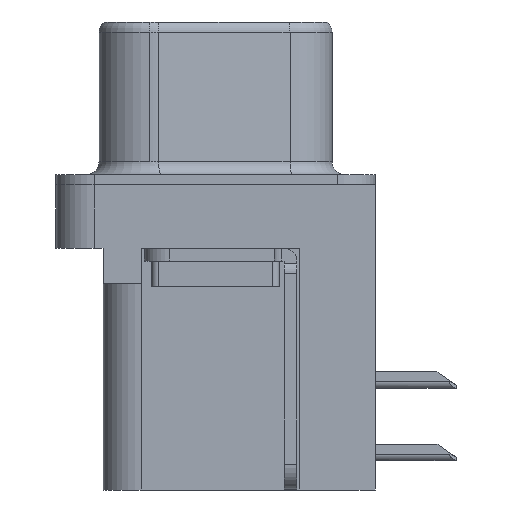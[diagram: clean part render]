
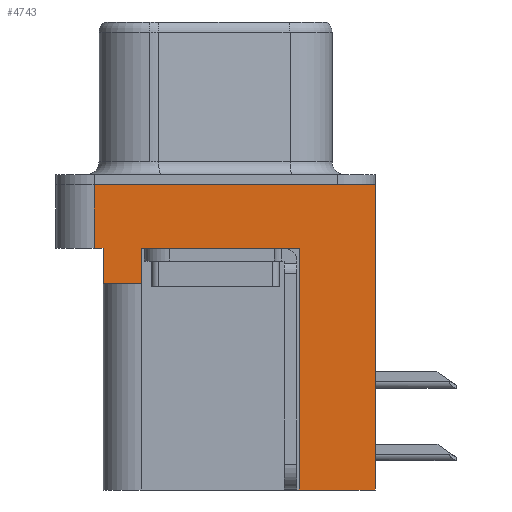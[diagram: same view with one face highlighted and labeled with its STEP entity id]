
A CAD part, left-side view. The second image highlights one B-rep face of the part: STEP entity #4743.
In plain terms, the highlighted planar face has unit normal (-1, 0, 0).
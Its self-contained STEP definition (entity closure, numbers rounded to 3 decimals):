
#109 = VECTOR ( 'NONE', #5711, 1000. ) ;
#193 = ORIENTED_EDGE ( 'NONE', *, *, #11456, .F. ) ;
#662 = CARTESIAN_POINT ( 'NONE',  ( -2.91, 4.425, -3.9 ) ) ;
#859 = ORIENTED_EDGE ( 'NONE', *, *, #9073, .F. ) ;
#920 = VERTEX_POINT ( 'NONE', #11513 ) ;
#942 = VERTEX_POINT ( 'NONE', #1543 ) ;
#1053 = DIRECTION ( 'NONE',  ( 0., -1., 0. ) ) ;
#1423 = EDGE_CURVE ( 'NONE', #2530, #15359, #8418, .T. ) ;
#1543 = CARTESIAN_POINT ( 'NONE',  ( -2.91, -6.275, -12. ) ) ;
#1778 = CARTESIAN_POINT ( 'NONE',  ( -2.91, 2.895, -3.9 ) ) ;
#1884 = LINE ( 'NONE', #662, #109 ) ;
#2042 = VERTEX_POINT ( 'NONE', #13125 ) ;
#2462 = CARTESIAN_POINT ( 'NONE',  ( -2.91, -6.275, -2.5 ) ) ;
#2530 = VERTEX_POINT ( 'NONE', #10491 ) ;
#2599 = PLANE ( 'NONE',  #15922 ) ;
#2744 = DIRECTION ( 'NONE',  ( 0., 0., 1. ) ) ;
#2821 = VECTOR ( 'NONE', #8127, 1000. ) ;
#2852 = ORIENTED_EDGE ( 'NONE', *, *, #13397, .T. ) ;
#2945 = ORIENTED_EDGE ( 'NONE', *, *, #6336, .F. ) ;
#2968 = VECTOR ( 'NONE', #1053, 1000. ) ;
#3057 = VERTEX_POINT ( 'NONE', #9247 ) ;
#3371 = LINE ( 'NONE', #7398, #7851 ) ;
#3818 = ORIENTED_EDGE ( 'NONE', *, *, #1423, .F. ) ;
#3848 = VERTEX_POINT ( 'NONE', #12092 ) ;
#3961 = LINE ( 'NONE', #7233, #2968 ) ;
#4087 = ORIENTED_EDGE ( 'NONE', *, *, #9788, .F. ) ;
#4170 = CARTESIAN_POINT ( 'NONE',  ( -2.91, -6.275, -2.5 ) ) ;
#4743 = ADVANCED_FACE ( 'NONE', ( #4820 ), #2599, .T. ) ;
#4820 = FACE_OUTER_BOUND ( 'NONE', #7657, .T. ) ;
#5045 = DIRECTION ( 'NONE',  ( 0., 0., 1. ) ) ;
#5167 = VERTEX_POINT ( 'NONE', #14143 ) ;
#5219 = CARTESIAN_POINT ( 'NONE',  ( -2.91, -3.295, -12. ) ) ;
#5392 = DIRECTION ( 'NONE',  ( 0., -1., 0. ) ) ;
#5475 = EDGE_CURVE ( 'NONE', #942, #10369, #13452, .T. ) ;
#5567 = LINE ( 'NONE', #11578, #5947 ) ;
#5616 = CARTESIAN_POINT ( 'NONE',  ( -2.91, -3.295, -2.5 ) ) ;
#5711 = DIRECTION ( 'NONE',  ( 0., 0., 1. ) ) ;
#5804 = VECTOR ( 'NONE', #5392, 1000. ) ;
#5947 = VECTOR ( 'NONE', #7893, 1000. ) ;
#5965 = VECTOR ( 'NONE', #10370, 1000. ) ;
#6336 = EDGE_CURVE ( 'NONE', #2042, #5167, #9013, .T. ) ;
#6601 = CARTESIAN_POINT ( 'NONE',  ( -2.91, -3.295, -12. ) ) ;
#7019 = VERTEX_POINT ( 'NONE', #1778 ) ;
#7233 = CARTESIAN_POINT ( 'NONE',  ( -2.91, -6.275, -2.5 ) ) ;
#7398 = CARTESIAN_POINT ( 'NONE',  ( -2.91, -6.275, 0. ) ) ;
#7465 = DIRECTION ( 'NONE',  ( 0., 0., 1. ) ) ;
#7657 = EDGE_LOOP ( 'NONE', ( #11162, #2945, #8716, #859, #193, #13555, #2852, #3818, #4087, #13239 ) ) ;
#7732 = VECTOR ( 'NONE', #7465, 1000. ) ;
#7851 = VECTOR ( 'NONE', #13626, 1000. ) ;
#7893 = DIRECTION ( 'NONE',  ( 0., 1., 0. ) ) ;
#7923 = CARTESIAN_POINT ( 'NONE',  ( -2.91, -6.275, 0. ) ) ;
#8127 = DIRECTION ( 'NONE',  ( 0., 0., 1. ) ) ;
#8235 = CARTESIAN_POINT ( 'NONE',  ( -2.91, 2.895, -3.9 ) ) ;
#8418 = LINE ( 'NONE', #5219, #10556 ) ;
#8716 = ORIENTED_EDGE ( 'NONE', *, *, #12954, .T. ) ;
#8986 = DIRECTION ( 'NONE',  ( 0., 0., 1. ) ) ;
#9013 = LINE ( 'NONE', #10224, #13937 ) ;
#9073 = EDGE_CURVE ( 'NONE', #920, #3848, #1884, .T. ) ;
#9247 = CARTESIAN_POINT ( 'NONE',  ( -2.91, 2.895, -2.5 ) ) ;
#9788 = EDGE_CURVE ( 'NONE', #942, #2530, #10458, .T. ) ;
#10224 = CARTESIAN_POINT ( 'NONE',  ( -2.91, 4.775, -2.5 ) ) ;
#10369 = VERTEX_POINT ( 'NONE', #7923 ) ;
#10370 = DIRECTION ( 'NONE',  ( 0., 1., 0. ) ) ;
#10458 = LINE ( 'NONE', #6601, #5965 ) ;
#10491 = CARTESIAN_POINT ( 'NONE',  ( -2.91, -3.295, -12. ) ) ;
#10556 = VECTOR ( 'NONE', #8986, 1000. ) ;
#10898 = LINE ( 'NONE', #4170, #5804 ) ;
#11162 = ORIENTED_EDGE ( 'NONE', *, *, #13040, .F. ) ;
#11281 = DIRECTION ( 'NONE',  ( -1., 0., 0. ) ) ;
#11330 = CARTESIAN_POINT ( 'NONE',  ( -2.91, -6.275, -2.5 ) ) ;
#11456 = EDGE_CURVE ( 'NONE', #7019, #920, #5567, .T. ) ;
#11513 = CARTESIAN_POINT ( 'NONE',  ( -2.91, 4.425, -3.9 ) ) ;
#11578 = CARTESIAN_POINT ( 'NONE',  ( -2.91, 4.425, -3.9 ) ) ;
#12092 = CARTESIAN_POINT ( 'NONE',  ( -2.91, 4.425, -2.5 ) ) ;
#12954 = EDGE_CURVE ( 'NONE', #2042, #3848, #3961, .T. ) ;
#13040 = EDGE_CURVE ( 'NONE', #5167, #10369, #3371, .T. ) ;
#13125 = CARTESIAN_POINT ( 'NONE',  ( -2.91, 4.775, -2.5 ) ) ;
#13239 = ORIENTED_EDGE ( 'NONE', *, *, #5475, .T. ) ;
#13397 = EDGE_CURVE ( 'NONE', #3057, #15359, #10898, .T. ) ;
#13452 = LINE ( 'NONE', #2462, #7732 ) ;
#13555 = ORIENTED_EDGE ( 'NONE', *, *, #15301, .T. ) ;
#13626 = DIRECTION ( 'NONE',  ( 0., -1., 0. ) ) ;
#13937 = VECTOR ( 'NONE', #2744, 1000. ) ;
#14143 = CARTESIAN_POINT ( 'NONE',  ( -2.91, 4.775, 0. ) ) ;
#14566 = LINE ( 'NONE', #8235, #2821 ) ;
#15301 = EDGE_CURVE ( 'NONE', #7019, #3057, #14566, .T. ) ;
#15359 = VERTEX_POINT ( 'NONE', #5616 ) ;
#15922 = AXIS2_PLACEMENT_3D ( 'NONE', #11330, #11281, #5045 ) ;
